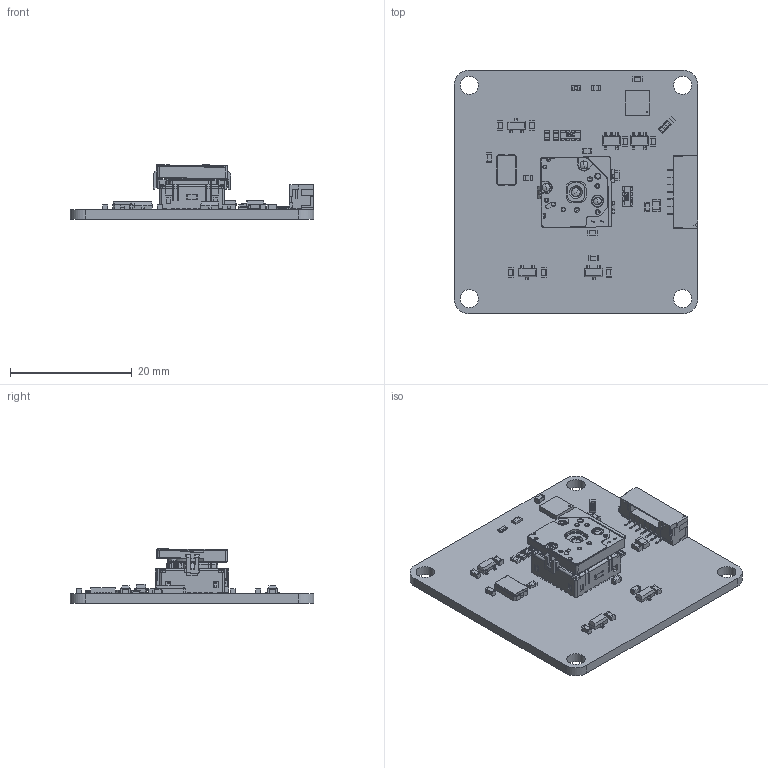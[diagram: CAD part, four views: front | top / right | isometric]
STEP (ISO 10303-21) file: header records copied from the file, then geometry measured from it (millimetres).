
FILE_DESCRIPTION(('FreeCAD Model'),'2;1');
FILE_NAME('thermal-imaging.step','2017-11-20T11:21:07',('kicad StepUp'),('ksu MCAD'), 'Open CASCADE STEP processor 6.8','FreeCAD','Unknown');
FILE_SCHEMA(('AUTOMOTIVE_DESIGN_CC2 { 1 2 10303 214 -1 1 5 4 }'));
Length unit declared in the file: millimetre
Products named in the file (34): Pcb; C_0402_; C_0805_; BrickletConn_7pin_; SOT23_; SOT23_001; SOT-23-5_; SOT-23-5_001; R_4x0603_; R_4x0603_001; Cut_; R_0603_; R_0603_001; R_0603_002; R_0603_003; C_0603_; C_0603_001; C_0603_002; C_0603_003; C_0603_004; C_0603_005; C_0603_006; C_0603_007; C_0603_008; C_0603_009; C_0603_010; C_0603_011; C_0603_012; QFN-24_4x4mm_Pitch0.5mm_; C_0603_013; 5032_2_; SOT23_002; D_0603_blue_; FLIR-500-0763-01_Module+Base_
Bounding box: 40 x 40 x 8.95 mm (x, y, z)
Volume: 3327 mm3; surface area: 5832.2 mm2
Topology: 41 solids, 48 shells, 4883 faces, 14064 edges, 9183 vertices
Faces by surface type: plane 3289, cylinder 1139, bspline 416, sphere 16, cone 13, torus 10
Full cylindrical faces by diameter (mm): 3 x4
Entity records: 198105 total; most frequent: CARTESIAN_POINT 36963, ORIENTED_EDGE 28076, DIRECTION 24224, EDGE_CURVE 14038, LINE 10812, VECTOR 10812, VERTEX_POINT 9183, AXIS2_PLACEMENT_3D 6706
